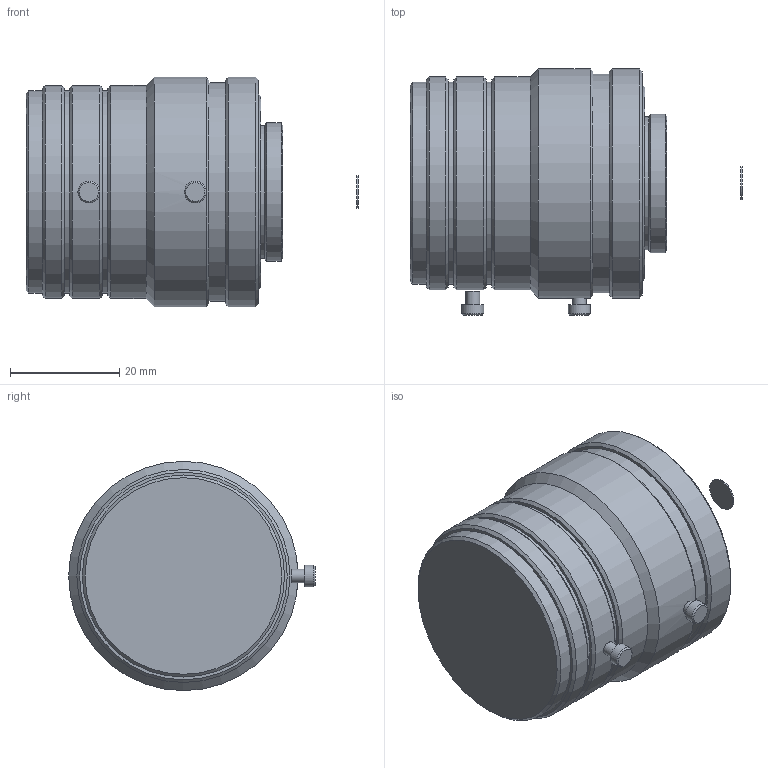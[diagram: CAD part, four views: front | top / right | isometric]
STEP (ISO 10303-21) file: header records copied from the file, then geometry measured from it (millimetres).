
FILE_DESCRIPTION((''),'2;1');
FILE_NAME('SWIR-25.stp','2009-07-17T08:49:52',('EVANS'),(''),'Autodesk Inventor 2009','Autodesk Inventor 2009','');
FILE_SCHEMA(('AUTOMOTIVE_DESIGN { 1 0 10303 214 1 1 1 1 }'));
Length unit declared in the file: millimetre
Products named in the file (1): SWIR-25
Bounding box: 60.78 x 45.15 x 42 mm (x, y, z)
Volume: 53423.5 mm3; surface area: 9533.2 mm2
Topology: 3 solids, 3 shells, 52 faces, 82 edges, 50 vertices
Faces by surface type: plane 20, cylinder 17, cone 15
Full cylindrical faces by diameter (mm): 2.5 x2, 4 x2, 6 x1, 18 x1, 24.369 x1, 25.4 x1, 37 x3, 39 x3, 40 x1, 42 x2
Entity records: 1092 total; most frequent: CARTESIAN_POINT 202, DIRECTION 202, AXIS2_PLACEMENT_3D 101, ORIENTED_EDGE 98, EDGE_LOOP 98, FACE_OUTER_BOUND 52, ADVANCED_FACE 52, VERTEX_POINT 49
